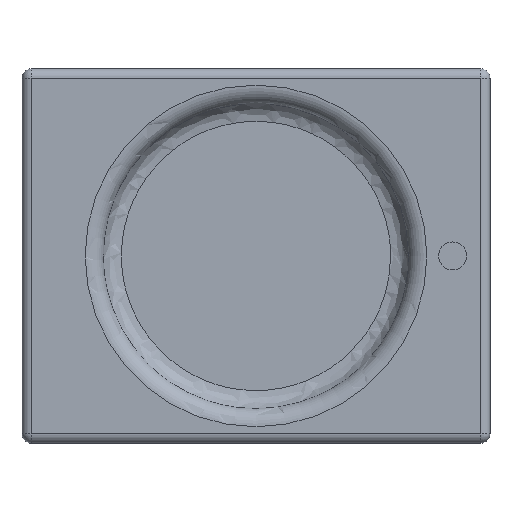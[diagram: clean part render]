
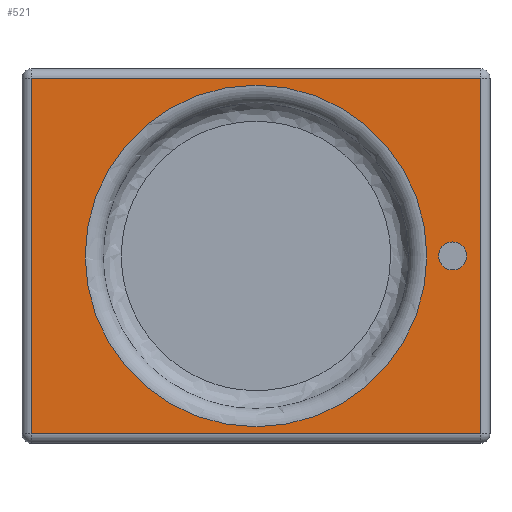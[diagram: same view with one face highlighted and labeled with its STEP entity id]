
A CAD part, top view. The second image highlights one B-rep face of the part: STEP entity #521.
In plain terms, the highlighted planar face has unit normal (0, 0, 1).
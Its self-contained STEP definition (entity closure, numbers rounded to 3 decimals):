
#24=FACE_BOUND('',#100,.T.);
#25=FACE_BOUND('',#101,.T.);
#39=PLANE('',#591);
#60=FACE_OUTER_BOUND('',#99,.T.);
#99=EDGE_LOOP('',(#383,#384,#385,#386));
#100=EDGE_LOOP('',(#387));
#101=EDGE_LOOP('',(#388));
#136=LINE('',#864,#165);
#137=LINE('',#871,#166);
#139=LINE('',#877,#168);
#140=LINE('',#878,#169);
#165=VECTOR('',#695,10.);
#166=VECTOR('',#704,10.);
#168=VECTOR('',#710,10.);
#169=VECTOR('',#711,10.);
#188=CIRCLE('',#561,3.);
#205=CIRCLE('',#592,36.5);
#229=VERTEX_POINT('',#818);
#239=VERTEX_POINT('',#853);
#242=VERTEX_POINT('',#860);
#245=VERTEX_POINT('',#870);
#247=VERTEX_POINT('',#876);
#248=VERTEX_POINT('',#879);
#271=EDGE_CURVE('',#229,#229,#188,.T.);
#291=EDGE_CURVE('',#239,#242,#136,.T.);
#294=EDGE_CURVE('',#242,#245,#137,.T.);
#297=EDGE_CURVE('',#247,#239,#139,.T.);
#298=EDGE_CURVE('',#245,#247,#140,.T.);
#299=EDGE_CURVE('',#248,#248,#205,.T.);
#383=ORIENTED_EDGE('',*,*,#291,.F.);
#384=ORIENTED_EDGE('',*,*,#297,.F.);
#385=ORIENTED_EDGE('',*,*,#298,.F.);
#386=ORIENTED_EDGE('',*,*,#294,.F.);
#387=ORIENTED_EDGE('',*,*,#271,.T.);
#388=ORIENTED_EDGE('',*,*,#299,.F.);
#521=ADVANCED_FACE('',(#60,#24,#25),#39,.T.);
#561=AXIS2_PLACEMENT_3D('',#819,#639,#640);
#591=AXIS2_PLACEMENT_3D('',#875,#708,#709);
#592=AXIS2_PLACEMENT_3D('',#880,#712,#713);
#639=DIRECTION('center_axis',(0.,0.,-1.));
#640=DIRECTION('ref_axis',(-1.,0.,0.));
#695=DIRECTION('',(-1.,0.,0.));
#704=DIRECTION('',(0.,1.,0.));
#708=DIRECTION('center_axis',(0.,0.,1.));
#709=DIRECTION('ref_axis',(1.,0.,0.));
#710=DIRECTION('',(0.,-1.,0.));
#711=DIRECTION('',(1.,0.,0.));
#712=DIRECTION('center_axis',(0.,0.,1.));
#713=DIRECTION('ref_axis',(-1.,0.,0.));
#818=CARTESIAN_POINT('',(95.,40.,15.));
#819=CARTESIAN_POINT('Origin',(92.,40.,15.));
#853=CARTESIAN_POINT('',(98.,2.,15.));
#860=CARTESIAN_POINT('',(2.,2.,15.));
#864=CARTESIAN_POINT('',(25.,2.,15.));
#870=CARTESIAN_POINT('',(2.,78.,15.));
#871=CARTESIAN_POINT('',(2.,60.,15.));
#875=CARTESIAN_POINT('Origin',(50.,40.,15.));
#876=CARTESIAN_POINT('',(98.,78.,15.));
#877=CARTESIAN_POINT('',(98.,20.,15.));
#878=CARTESIAN_POINT('',(75.,78.,15.));
#879=CARTESIAN_POINT('',(86.5,40.,15.));
#880=CARTESIAN_POINT('Origin',(50.,40.,15.));
